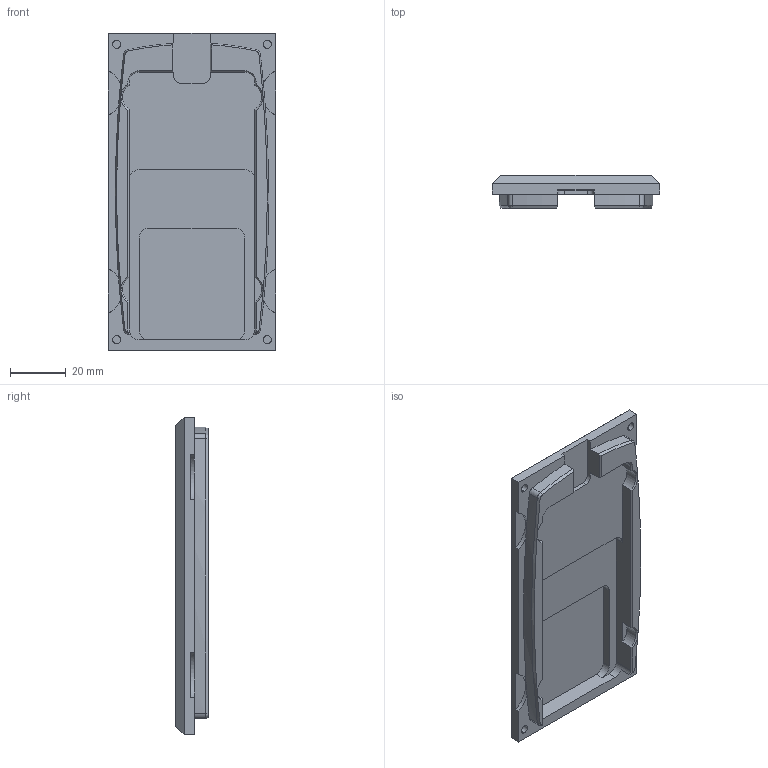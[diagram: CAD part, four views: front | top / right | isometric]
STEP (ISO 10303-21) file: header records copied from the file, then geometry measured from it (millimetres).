
FILE_DESCRIPTION (( 'STEP AP214' ), '1' );
FILE_NAME ('Top.STEP', '2021-04-21T07:19:53', ( '' ), ( '' ), 'SwSTEP 2.0', 'SolidWorks 2020', '' );
FILE_SCHEMA (( 'AUTOMOTIVE_DESIGN' ));
Length unit declared in the file: millimetre
Products named in the file (1): Top
Bounding box: 60 x 11.7 x 114 mm (x, y, z)
Volume: 35929.7 mm3; surface area: 18978.3 mm2
Topology: 1 solids, 1 shells, 118 faces, 299 edges, 187 vertices
Faces by surface type: plane 60, cylinder 39, cone 19
Entity records: 3596 total; most frequent: CARTESIAN_POINT 659, DIRECTION 638, ORIENTED_EDGE 598, EDGE_CURVE 299, AXIS2_PLACEMENT_3D 238, VERTEX_POINT 187, VECTOR 162, LINE 162
